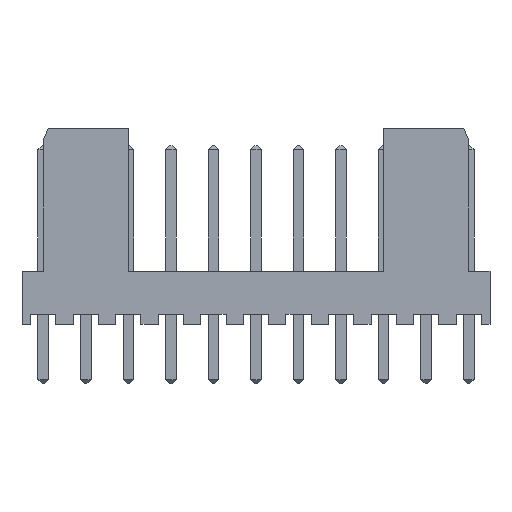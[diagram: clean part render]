
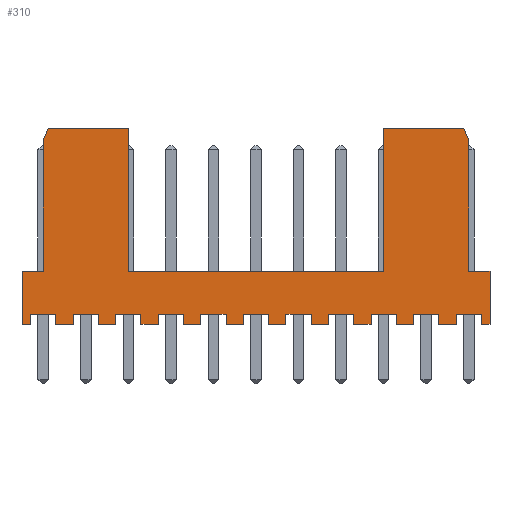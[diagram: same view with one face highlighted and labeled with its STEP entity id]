
A CAD part, front view. The second image highlights one B-rep face of the part: STEP entity #310.
In plain terms, the highlighted planar face has unit normal (0, -1, 0).
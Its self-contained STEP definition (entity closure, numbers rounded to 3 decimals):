
#13=DIRECTION('',(0.,0.,1.));
#24=VERTEX_POINT('',#25);
#25=CARTESIAN_POINT('',(-1.27,-2.9,0.));
#29=ORIENTED_EDGE('',*,*,#30,.T.);
#30=EDGE_CURVE('',#24,#31,#33,.T.);
#31=VERTEX_POINT('',#32);
#32=CARTESIAN_POINT('',(-0.75,-2.9,0.));
#33=LINE('',#25,#34);
#34=VECTOR('',#35,1.);
#35=DIRECTION('',(1.,0.,0.));
#47=VECTOR('',#48,1.);
#48=DIRECTION('',(-1.,0.,0.));
#60=VECTOR('',#13,1.);
#63=VERTEX_POINT('',#64);
#64=CARTESIAN_POINT('',(-1.27,-2.9,3.17));
#66=ORIENTED_EDGE('',*,*,#67,.F.);
#67=EDGE_CURVE('',#24,#63,#68,.T.);
#68=LINE('',#25,#60);
#298=ORIENTED_EDGE('',*,*,#299,.T.);
#299=EDGE_CURVE('',#31,#300,#302,.T.);
#300=VERTEX_POINT('',#301);
#301=CARTESIAN_POINT('',(-0.75,-2.9,0.6));
#302=LINE('',#32,#60);
#310=ADVANCED_FACE('',(#311),#581,.T.);
#311=FACE_BOUND('',#312,.T.);
#312=EDGE_LOOP('',(#29,#298,#313,#318,#323,#327,#332,#337,#342,#346,#351,#356,#361,#365,#370,#375,#380,#384,#389,#394,#399,#403,#408,#413,#418,#422,#427,#432,#437,#441,#446,#451,#456,#460,#465,#470,#475,#479,#484,#489,#494,#498,#503,#508,#513,#517,#522,#527,#532,#540,#545,#550,#554,#559,#566,#574,#579,#66));
#313=ORIENTED_EDGE('',*,*,#314,.F.);
#314=EDGE_CURVE('',#315,#300,#317,.T.);
#315=VERTEX_POINT('',#316);
#316=CARTESIAN_POINT('',(0.75,-2.9,0.6));
#317=LINE('',#316,#47);
#318=ORIENTED_EDGE('',*,*,#319,.F.);
#319=EDGE_CURVE('',#320,#315,#322,.T.);
#320=VERTEX_POINT('',#321);
#321=CARTESIAN_POINT('',(0.75,-2.9,0.));
#322=LINE('',#321,#60);
#323=ORIENTED_EDGE('',*,*,#324,.T.);
#324=EDGE_CURVE('',#320,#325,#33,.T.);
#325=VERTEX_POINT('',#326);
#326=CARTESIAN_POINT('',(1.79,-2.9,0.));
#327=ORIENTED_EDGE('',*,*,#328,.T.);
#328=EDGE_CURVE('',#325,#329,#331,.T.);
#329=VERTEX_POINT('',#330);
#330=CARTESIAN_POINT('',(1.79,-2.9,0.6));
#331=LINE('',#326,#60);
#332=ORIENTED_EDGE('',*,*,#333,.F.);
#333=EDGE_CURVE('',#334,#329,#336,.T.);
#334=VERTEX_POINT('',#335);
#335=CARTESIAN_POINT('',(3.29,-2.9,0.6));
#336=LINE('',#335,#47);
#337=ORIENTED_EDGE('',*,*,#338,.F.);
#338=EDGE_CURVE('',#339,#334,#341,.T.);
#339=VERTEX_POINT('',#340);
#340=CARTESIAN_POINT('',(3.29,-2.9,0.));
#341=LINE('',#340,#60);
#342=ORIENTED_EDGE('',*,*,#343,.T.);
#343=EDGE_CURVE('',#339,#344,#33,.T.);
#344=VERTEX_POINT('',#345);
#345=CARTESIAN_POINT('',(4.33,-2.9,0.));
#346=ORIENTED_EDGE('',*,*,#347,.T.);
#347=EDGE_CURVE('',#344,#348,#350,.T.);
#348=VERTEX_POINT('',#349);
#349=CARTESIAN_POINT('',(4.33,-2.9,0.6));
#350=LINE('',#345,#60);
#351=ORIENTED_EDGE('',*,*,#352,.F.);
#352=EDGE_CURVE('',#353,#348,#355,.T.);
#353=VERTEX_POINT('',#354);
#354=CARTESIAN_POINT('',(5.83,-2.9,0.6));
#355=LINE('',#354,#47);
#356=ORIENTED_EDGE('',*,*,#357,.F.);
#357=EDGE_CURVE('',#358,#353,#360,.T.);
#358=VERTEX_POINT('',#359);
#359=CARTESIAN_POINT('',(5.83,-2.9,0.));
#360=LINE('',#359,#60);
#361=ORIENTED_EDGE('',*,*,#362,.T.);
#362=EDGE_CURVE('',#358,#363,#33,.T.);
#363=VERTEX_POINT('',#364);
#364=CARTESIAN_POINT('',(6.87,-2.9,0.));
#365=ORIENTED_EDGE('',*,*,#366,.T.);
#366=EDGE_CURVE('',#363,#367,#369,.T.);
#367=VERTEX_POINT('',#368);
#368=CARTESIAN_POINT('',(6.87,-2.9,0.6));
#369=LINE('',#364,#60);
#370=ORIENTED_EDGE('',*,*,#371,.F.);
#371=EDGE_CURVE('',#372,#367,#374,.T.);
#372=VERTEX_POINT('',#373);
#373=CARTESIAN_POINT('',(8.37,-2.9,0.6));
#374=LINE('',#373,#47);
#375=ORIENTED_EDGE('',*,*,#376,.F.);
#376=EDGE_CURVE('',#377,#372,#379,.T.);
#377=VERTEX_POINT('',#378);
#378=CARTESIAN_POINT('',(8.37,-2.9,0.));
#379=LINE('',#378,#60);
#380=ORIENTED_EDGE('',*,*,#381,.T.);
#381=EDGE_CURVE('',#377,#382,#33,.T.);
#382=VERTEX_POINT('',#383);
#383=CARTESIAN_POINT('',(9.41,-2.9,0.));
#384=ORIENTED_EDGE('',*,*,#385,.T.);
#385=EDGE_CURVE('',#382,#386,#388,.T.);
#386=VERTEX_POINT('',#387);
#387=CARTESIAN_POINT('',(9.41,-2.9,0.6));
#388=LINE('',#383,#60);
#389=ORIENTED_EDGE('',*,*,#390,.F.);
#390=EDGE_CURVE('',#391,#386,#393,.T.);
#391=VERTEX_POINT('',#392);
#392=CARTESIAN_POINT('',(10.91,-2.9,0.6));
#393=LINE('',#392,#47);
#394=ORIENTED_EDGE('',*,*,#395,.F.);
#395=EDGE_CURVE('',#396,#391,#398,.T.);
#396=VERTEX_POINT('',#397);
#397=CARTESIAN_POINT('',(10.91,-2.9,0.));
#398=LINE('',#397,#60);
#399=ORIENTED_EDGE('',*,*,#400,.T.);
#400=EDGE_CURVE('',#396,#401,#33,.T.);
#401=VERTEX_POINT('',#402);
#402=CARTESIAN_POINT('',(11.95,-2.9,0.));
#403=ORIENTED_EDGE('',*,*,#404,.T.);
#404=EDGE_CURVE('',#401,#405,#407,.T.);
#405=VERTEX_POINT('',#406);
#406=CARTESIAN_POINT('',(11.95,-2.9,0.6));
#407=LINE('',#402,#60);
#408=ORIENTED_EDGE('',*,*,#409,.F.);
#409=EDGE_CURVE('',#410,#405,#412,.T.);
#410=VERTEX_POINT('',#411);
#411=CARTESIAN_POINT('',(13.45,-2.9,0.6));
#412=LINE('',#411,#47);
#413=ORIENTED_EDGE('',*,*,#414,.F.);
#414=EDGE_CURVE('',#415,#410,#417,.T.);
#415=VERTEX_POINT('',#416);
#416=CARTESIAN_POINT('',(13.45,-2.9,0.));
#417=LINE('',#416,#60);
#418=ORIENTED_EDGE('',*,*,#419,.T.);
#419=EDGE_CURVE('',#415,#420,#33,.T.);
#420=VERTEX_POINT('',#421);
#421=CARTESIAN_POINT('',(14.49,-2.9,0.));
#422=ORIENTED_EDGE('',*,*,#423,.T.);
#423=EDGE_CURVE('',#420,#424,#426,.T.);
#424=VERTEX_POINT('',#425);
#425=CARTESIAN_POINT('',(14.49,-2.9,0.6));
#426=LINE('',#421,#60);
#427=ORIENTED_EDGE('',*,*,#428,.F.);
#428=EDGE_CURVE('',#429,#424,#431,.T.);
#429=VERTEX_POINT('',#430);
#430=CARTESIAN_POINT('',(15.99,-2.9,0.6));
#431=LINE('',#430,#47);
#432=ORIENTED_EDGE('',*,*,#433,.F.);
#433=EDGE_CURVE('',#434,#429,#436,.T.);
#434=VERTEX_POINT('',#435);
#435=CARTESIAN_POINT('',(15.99,-2.9,0.));
#436=LINE('',#435,#60);
#437=ORIENTED_EDGE('',*,*,#438,.T.);
#438=EDGE_CURVE('',#434,#439,#33,.T.);
#439=VERTEX_POINT('',#440);
#440=CARTESIAN_POINT('',(17.03,-2.9,0.));
#441=ORIENTED_EDGE('',*,*,#442,.T.);
#442=EDGE_CURVE('',#439,#443,#445,.T.);
#443=VERTEX_POINT('',#444);
#444=CARTESIAN_POINT('',(17.03,-2.9,0.6));
#445=LINE('',#440,#60);
#446=ORIENTED_EDGE('',*,*,#447,.F.);
#447=EDGE_CURVE('',#448,#443,#450,.T.);
#448=VERTEX_POINT('',#449);
#449=CARTESIAN_POINT('',(18.53,-2.9,0.6));
#450=LINE('',#449,#47);
#451=ORIENTED_EDGE('',*,*,#452,.F.);
#452=EDGE_CURVE('',#453,#448,#455,.T.);
#453=VERTEX_POINT('',#454);
#454=CARTESIAN_POINT('',(18.53,-2.9,0.));
#455=LINE('',#454,#60);
#456=ORIENTED_EDGE('',*,*,#457,.T.);
#457=EDGE_CURVE('',#453,#458,#33,.T.);
#458=VERTEX_POINT('',#459);
#459=CARTESIAN_POINT('',(19.57,-2.9,0.));
#460=ORIENTED_EDGE('',*,*,#461,.T.);
#461=EDGE_CURVE('',#458,#462,#464,.T.);
#462=VERTEX_POINT('',#463);
#463=CARTESIAN_POINT('',(19.57,-2.9,0.6));
#464=LINE('',#459,#60);
#465=ORIENTED_EDGE('',*,*,#466,.F.);
#466=EDGE_CURVE('',#467,#462,#469,.T.);
#467=VERTEX_POINT('',#468);
#468=CARTESIAN_POINT('',(21.07,-2.9,0.6));
#469=LINE('',#468,#47);
#470=ORIENTED_EDGE('',*,*,#471,.F.);
#471=EDGE_CURVE('',#472,#467,#474,.T.);
#472=VERTEX_POINT('',#473);
#473=CARTESIAN_POINT('',(21.07,-2.9,0.));
#474=LINE('',#473,#60);
#475=ORIENTED_EDGE('',*,*,#476,.T.);
#476=EDGE_CURVE('',#472,#477,#33,.T.);
#477=VERTEX_POINT('',#478);
#478=CARTESIAN_POINT('',(22.11,-2.9,0.));
#479=ORIENTED_EDGE('',*,*,#480,.T.);
#480=EDGE_CURVE('',#477,#481,#483,.T.);
#481=VERTEX_POINT('',#482);
#482=CARTESIAN_POINT('',(22.11,-2.9,0.6));
#483=LINE('',#478,#60);
#484=ORIENTED_EDGE('',*,*,#485,.F.);
#485=EDGE_CURVE('',#486,#481,#488,.T.);
#486=VERTEX_POINT('',#487);
#487=CARTESIAN_POINT('',(23.61,-2.9,0.6));
#488=LINE('',#487,#47);
#489=ORIENTED_EDGE('',*,*,#490,.F.);
#490=EDGE_CURVE('',#491,#486,#493,.T.);
#491=VERTEX_POINT('',#492);
#492=CARTESIAN_POINT('',(23.61,-2.9,0.));
#493=LINE('',#492,#60);
#494=ORIENTED_EDGE('',*,*,#495,.T.);
#495=EDGE_CURVE('',#491,#496,#33,.T.);
#496=VERTEX_POINT('',#497);
#497=CARTESIAN_POINT('',(24.65,-2.9,0.));
#498=ORIENTED_EDGE('',*,*,#499,.T.);
#499=EDGE_CURVE('',#496,#500,#502,.T.);
#500=VERTEX_POINT('',#501);
#501=CARTESIAN_POINT('',(24.65,-2.9,0.6));
#502=LINE('',#497,#60);
#503=ORIENTED_EDGE('',*,*,#504,.F.);
#504=EDGE_CURVE('',#505,#500,#507,.T.);
#505=VERTEX_POINT('',#506);
#506=CARTESIAN_POINT('',(26.15,-2.9,0.6));
#507=LINE('',#506,#47);
#508=ORIENTED_EDGE('',*,*,#509,.F.);
#509=EDGE_CURVE('',#510,#505,#512,.T.);
#510=VERTEX_POINT('',#511);
#511=CARTESIAN_POINT('',(26.15,-2.9,0.));
#512=LINE('',#511,#60);
#513=ORIENTED_EDGE('',*,*,#514,.T.);
#514=EDGE_CURVE('',#510,#515,#33,.T.);
#515=VERTEX_POINT('',#516);
#516=CARTESIAN_POINT('',(26.67,-2.9,0.));
#517=ORIENTED_EDGE('',*,*,#518,.T.);
#518=EDGE_CURVE('',#515,#519,#521,.T.);
#519=VERTEX_POINT('',#520);
#520=CARTESIAN_POINT('',(26.67,-2.9,3.17));
#521=LINE('',#516,#60);
#522=ORIENTED_EDGE('',*,*,#523,.F.);
#523=EDGE_CURVE('',#524,#519,#526,.T.);
#524=VERTEX_POINT('',#525);
#525=CARTESIAN_POINT('',(25.4,-2.9,3.17));
#526=LINE('',#64,#34);
#527=ORIENTED_EDGE('',*,*,#528,.T.);
#528=EDGE_CURVE('',#524,#529,#531,.T.);
#529=VERTEX_POINT('',#530);
#530=CARTESIAN_POINT('',(25.4,-2.9,11.));
#531=LINE('',#525,#60);
#532=ORIENTED_EDGE('',*,*,#533,.F.);
#533=EDGE_CURVE('',#534,#529,#536,.T.);
#534=VERTEX_POINT('',#535);
#535=CARTESIAN_POINT('',(25.1,-2.9,11.7));
#536=LINE('',#537,#538);
#537=CARTESIAN_POINT('',(26.348,-2.9,8.787));
#538=VECTOR('',#539,1.);
#539=DIRECTION('',(0.394,0.,-0.919));
#540=ORIENTED_EDGE('',*,*,#541,.F.);
#541=EDGE_CURVE('',#542,#534,#544,.T.);
#542=VERTEX_POINT('',#543);
#543=CARTESIAN_POINT('',(20.32,-2.9,11.7));
#544=LINE('',#543,#34);
#545=ORIENTED_EDGE('',*,*,#546,.F.);
#546=EDGE_CURVE('',#547,#542,#549,.T.);
#547=VERTEX_POINT('',#548);
#548=CARTESIAN_POINT('',(20.32,-2.9,3.17));
#549=LINE('',#548,#60);
#550=ORIENTED_EDGE('',*,*,#551,.F.);
#551=EDGE_CURVE('',#552,#547,#526,.T.);
#552=VERTEX_POINT('',#553);
#553=CARTESIAN_POINT('',(5.08,-2.9,3.17));
#554=ORIENTED_EDGE('',*,*,#555,.T.);
#555=EDGE_CURVE('',#552,#556,#558,.T.);
#556=VERTEX_POINT('',#557);
#557=CARTESIAN_POINT('',(5.08,-2.9,11.7));
#558=LINE('',#553,#60);
#559=ORIENTED_EDGE('',*,*,#560,.T.);
#560=EDGE_CURVE('',#556,#561,#563,.T.);
#561=VERTEX_POINT('',#562);
#562=CARTESIAN_POINT('',(0.3,-2.9,11.7));
#563=LINE('',#557,#564);
#564=VECTOR('',#565,1.);
#565=DIRECTION('',(-1.,-0.,-0.));
#566=ORIENTED_EDGE('',*,*,#567,.T.);
#567=EDGE_CURVE('',#561,#568,#570,.T.);
#568=VERTEX_POINT('',#569);
#569=CARTESIAN_POINT('',(0.,-2.9,11.));
#570=LINE('',#571,#572);
#571=CARTESIAN_POINT('',(-0.948,-2.9,8.787));
#572=VECTOR('',#573,1.);
#573=DIRECTION('',(-0.394,-0.,-0.919));
#574=ORIENTED_EDGE('',*,*,#575,.F.);
#575=EDGE_CURVE('',#576,#568,#578,.T.);
#576=VERTEX_POINT('',#577);
#577=CARTESIAN_POINT('',(0.,-2.9,3.17));
#578=LINE('',#577,#60);
#579=ORIENTED_EDGE('',*,*,#580,.F.);
#580=EDGE_CURVE('',#63,#576,#526,.T.);
#581=PLANE('',#582);
#582=AXIS2_PLACEMENT_3D('',#583,#584,#585);
#583=CARTESIAN_POINT('',(12.7,-2.9,4.1));
#584=DIRECTION('',(0.,-1.,0.));
#585=DIRECTION('',(0.,0.,-1.));
